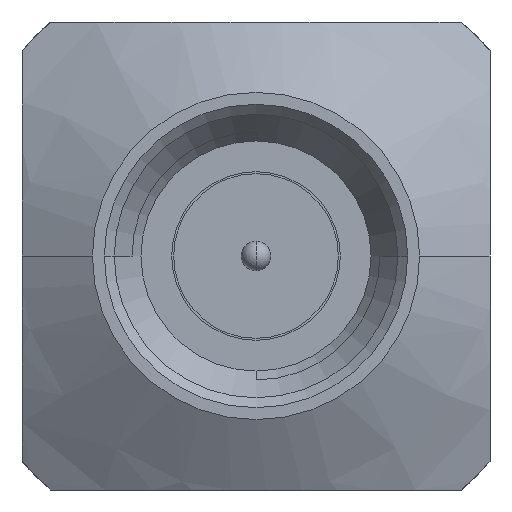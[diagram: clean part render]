
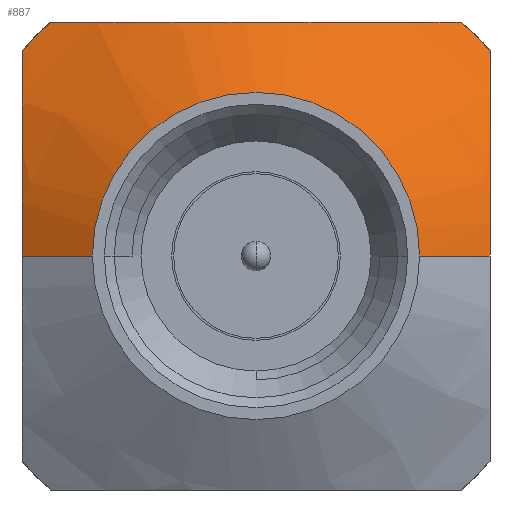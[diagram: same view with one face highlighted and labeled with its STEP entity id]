
A CAD part, left-side view. The second image highlights one B-rep face of the part: STEP entity #887.
In plain terms, the highlighted conical face has half-angle 60 degrees and reference radius 3.042 mm.
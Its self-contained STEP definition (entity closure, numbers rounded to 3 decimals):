
#19=CARTESIAN_POINT('',(2.871,0.,0.));
#20=DIRECTION('',(-1.,0.,0.));
#21=DIRECTION('',(0.,-0.752,0.66));
#22=AXIS2_PLACEMENT_3D('',#19,#20,#21);
#24=DIRECTION('',(0.5,-0.866,0.));
#25=VECTOR('',#24,1.041);
#26=CARTESIAN_POINT('',(1.778,-2.096,0.));
#27=LINE('',#26,#25);
#28=CARTESIAN_POINT('',(1.778,0.,0.));
#29=DIRECTION('',(1.,0.,0.));
#30=DIRECTION('',(0.,1.,0.));
#31=AXIS2_PLACEMENT_3D('',#28,#29,#30);
#33=DIRECTION('',(0.5,0.866,0.));
#34=VECTOR('',#33,1.041);
#35=CARTESIAN_POINT('',(1.778,2.096,0.));
#36=LINE('',#35,#34);
#37=CARTESIAN_POINT('',(2.871,0.,0.));
#38=DIRECTION('',(-1.,0.,0.));
#39=DIRECTION('',(0.,0.66,0.752));
#40=AXIS2_PLACEMENT_3D('',#37,#38,#39);
#87=CARTESIAN_POINT('',(2.299,-2.997,0.));
#88=CARTESIAN_POINT('',(2.299,-2.997,0.12));
#89=CARTESIAN_POINT('',(2.307,-2.997,0.359));
#90=CARTESIAN_POINT('',(2.344,-2.997,0.716));
#91=CARTESIAN_POINT('',(2.403,-2.997,1.073));
#92=CARTESIAN_POINT('',(2.483,-2.997,1.433));
#93=CARTESIAN_POINT('',(2.585,-2.997,1.804));
#94=CARTESIAN_POINT('',(2.71,-2.997,2.194));
#95=CARTESIAN_POINT('',(2.814,-2.997,2.481));
#96=CARTESIAN_POINT('',(2.871,-2.997,2.63));
#123=CARTESIAN_POINT('',(2.871,-2.63,2.997));
#124=CARTESIAN_POINT('',(2.807,-2.464,2.997));
#125=CARTESIAN_POINT('',(2.693,-2.146,2.997));
#126=CARTESIAN_POINT('',(2.56,-1.722,2.997));
#127=CARTESIAN_POINT('',(2.456,-1.325,2.997));
#128=CARTESIAN_POINT('',(2.378,-0.942,2.997));
#129=CARTESIAN_POINT('',(2.325,-0.564,2.997));
#130=CARTESIAN_POINT('',(2.297,-0.188,2.997));
#131=CARTESIAN_POINT('',(2.297,0.189,2.997));
#132=CARTESIAN_POINT('',(2.325,0.565,2.997));
#133=CARTESIAN_POINT('',(2.378,0.942,2.997));
#134=CARTESIAN_POINT('',(2.456,1.325,2.997));
#135=CARTESIAN_POINT('',(2.56,1.722,2.997));
#136=CARTESIAN_POINT('',(2.693,2.146,2.997));
#137=CARTESIAN_POINT('',(2.807,2.464,2.997));
#138=CARTESIAN_POINT('',(2.871,2.63,2.997));
#211=CARTESIAN_POINT('',(2.871,2.997,2.63));
#212=CARTESIAN_POINT('',(2.813,2.997,2.48));
#213=CARTESIAN_POINT('',(2.708,2.997,2.19));
#214=CARTESIAN_POINT('',(2.583,2.997,1.798));
#215=CARTESIAN_POINT('',(2.481,2.997,1.426));
#216=CARTESIAN_POINT('',(2.401,2.997,1.067));
#217=CARTESIAN_POINT('',(2.343,2.997,0.711));
#218=CARTESIAN_POINT('',(2.307,2.997,0.356));
#219=CARTESIAN_POINT('',(2.299,2.997,0.119));
#220=CARTESIAN_POINT('',(2.299,2.997,0.));
#700=CARTESIAN_POINT('',(2.871,-2.997,2.63));
#702=VERTEX_POINT('',#700);
#716=CARTESIAN_POINT('',(2.871,2.997,2.63));
#718=VERTEX_POINT('',#716);
#724=CARTESIAN_POINT('',(2.871,-2.63,2.997));
#726=VERTEX_POINT('',#724);
#728=CARTESIAN_POINT('',(2.871,2.63,2.997));
#730=VERTEX_POINT('',#728);
#783=CARTESIAN_POINT('',(1.778,2.096,0.));
#784=CARTESIAN_POINT('',(2.299,2.997,0.));
#785=VERTEX_POINT('',#783);
#786=VERTEX_POINT('',#784);
#787=CARTESIAN_POINT('',(1.778,-2.096,0.));
#788=CARTESIAN_POINT('',(2.299,-2.997,0.));
#789=VERTEX_POINT('',#787);
#790=VERTEX_POINT('',#788);
#865=CARTESIAN_POINT('',(2.324,0.,0.));
#866=DIRECTION('',(1.,0.,0.));
#867=DIRECTION('',(0.,-1.,0.));
#868=AXIS2_PLACEMENT_3D('',#865,#866,#867);
#869=CONICAL_SURFACE('',#868,3.042,60.);
#871=ORIENTED_EDGE('',*,*,#870,.F.);
#873=ORIENTED_EDGE('',*,*,#872,.F.);
#875=ORIENTED_EDGE('',*,*,#874,.F.);
#876=ORIENTED_EDGE('',*,*,#859,.F.);
#878=ORIENTED_EDGE('',*,*,#877,.T.);
#880=ORIENTED_EDGE('',*,*,#879,.F.);
#882=ORIENTED_EDGE('',*,*,#881,.F.);
#884=ORIENTED_EDGE('',*,*,#883,.F.);
#885=EDGE_LOOP('',(#871,#873,#875,#876,#878,#880,#882,#884));
#886=FACE_OUTER_BOUND('',#885,.F.);
#23=CIRCLE('',#22,3.988);
#32=CIRCLE('',#31,2.096);
#41=CIRCLE('',#40,3.988);
#97=B_SPLINE_CURVE_WITH_KNOTS('',3,(#87,#88,#89,#90,#91,#92,#93,#94,#95,#96),
.UNSPECIFIED.,.F.,.F.,(4,1,1,1,1,1,1,4),(0.,0.143,
0.286,0.429,0.571,0.714,
0.857,1.),.UNSPECIFIED.);
#139=B_SPLINE_CURVE_WITH_KNOTS('',3,(#123,#124,#125,#126,#127,#128,#129,#130,
#131,#132,#133,#134,#135,#136,#137,#138),.UNSPECIFIED.,.F.,.F.,(4,1,1,1,1,1,1,1,
1,1,1,1,1,4),(0.,0.077,0.154,0.231,
0.308,0.385,0.462,0.538,
0.615,0.692,0.769,0.846,
0.923,1.),.UNSPECIFIED.);
#221=B_SPLINE_CURVE_WITH_KNOTS('',3,(#211,#212,#213,#214,#215,#216,#217,#218,
#219,#220),.UNSPECIFIED.,.F.,.F.,(4,1,1,1,1,1,1,4),(0.,0.143,
0.286,0.429,0.571,0.714,
0.857,1.),.UNSPECIFIED.);
#859=EDGE_CURVE('',#785,#789,#32,.T.);
#870=EDGE_CURVE('',#702,#726,#23,.T.);
#872=EDGE_CURVE('',#790,#702,#97,.T.);
#874=EDGE_CURVE('',#789,#790,#27,.T.);
#877=EDGE_CURVE('',#785,#786,#36,.T.);
#879=EDGE_CURVE('',#718,#786,#221,.T.);
#881=EDGE_CURVE('',#730,#718,#41,.T.);
#883=EDGE_CURVE('',#726,#730,#139,.T.);
#887=ADVANCED_FACE('',(#886),#869,.T.);
